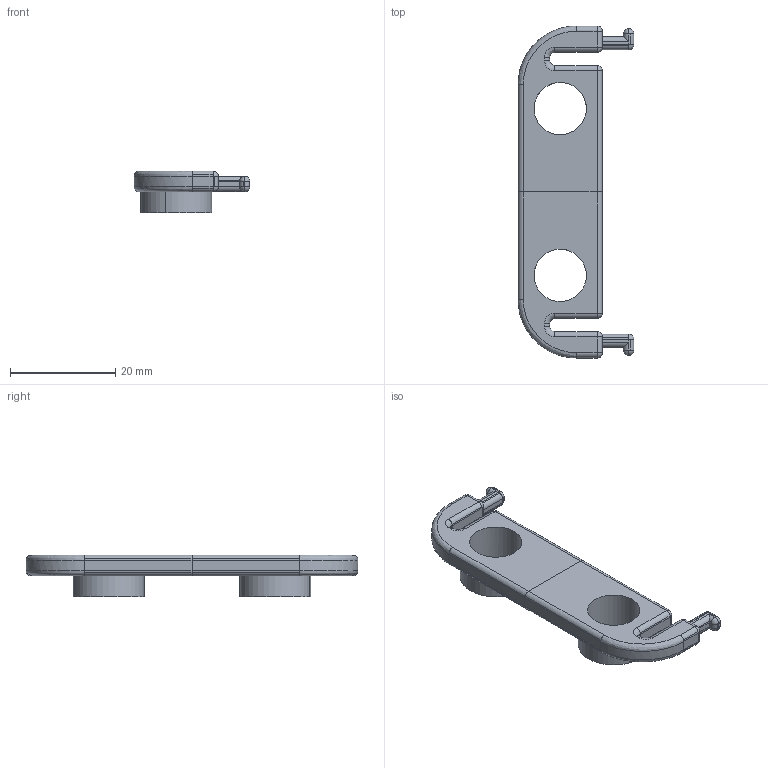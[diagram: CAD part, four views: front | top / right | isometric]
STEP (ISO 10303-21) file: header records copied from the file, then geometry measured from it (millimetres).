
FILE_DESCRIPTION((''),'2;1');
FILE_NAME('JBP.stp','2020-04-21T00:41:26',(''),(''),'AutoCAD STEP 2000i','AutoCAD 2000i',', , ');
FILE_SCHEMA(('CONFIG_CONTROL_DESIGN'));
Length unit declared in the file: millimetre
Products named in the file (2): JBP; PART1
Assembly tree (1 placements, depth 2):
  JBP
    PART1
Bounding box: 22 x 63 x 7.95 mm (x, y, z)
Volume: 3498 mm3; surface area: 3028.5 mm2
Topology: 1 solids, 1 shells, 204 faces, 511 edges, 286 vertices
Faces by surface type: cylinder 130, plane 34, bspline 24, sphere 12, torus 4
Entity records: 6894 total; most frequent: CARTESIAN_POINT 2098, DIRECTION 1037, ORIENTED_EDGE 972, EDGE_CURVE 486, AXIS2_PLACEMENT_3D 415, VERTEX_POINT 286, CIRCLE 233, EDGE_LOOP 210
